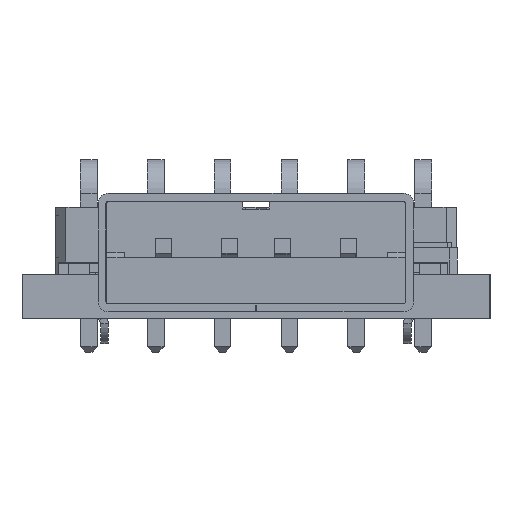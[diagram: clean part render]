
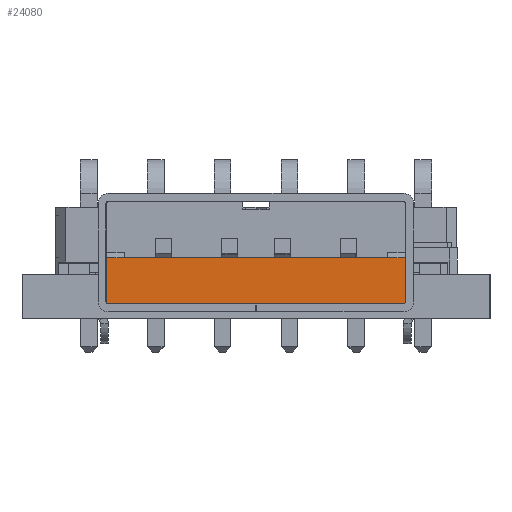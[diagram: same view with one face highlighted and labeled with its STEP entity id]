
A CAD part, left-side view. The second image highlights one B-rep face of the part: STEP entity #24080.
In plain terms, the highlighted planar face has unit normal (-1, 0, 0).
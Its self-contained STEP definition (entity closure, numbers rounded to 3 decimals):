
#560=PLANE('',#25474);
#1463=FACE_OUTER_BOUND('',#2555,.T.);
#2555=EDGE_LOOP('',(#17985,#17986,#17987,#17988,#17989,#17990,#17991,#17992));
#4006=LINE('',#34469,#7125);
#4145=LINE('',#34745,#7264);
#4154=LINE('',#34763,#7273);
#4156=LINE('',#34768,#7275);
#4157=LINE('',#34771,#7276);
#4158=LINE('',#34773,#7277);
#7125=VECTOR('',#27942,1000.);
#7264=VECTOR('',#28135,1000.);
#7273=VECTOR('',#28150,1000.);
#7275=VECTOR('',#28154,1000.);
#7276=VECTOR('',#28157,1000.);
#7277=VECTOR('',#28158,1000.);
#9726=CIRCLE('',#25475,0.075);
#9727=CIRCLE('',#25476,0.075);
#10618=VERTEX_POINT('',#34466);
#10619=VERTEX_POINT('',#34468);
#10729=VERTEX_POINT('',#34744);
#10735=VERTEX_POINT('',#34762);
#10736=VERTEX_POINT('',#34766);
#10737=VERTEX_POINT('',#34767);
#10738=VERTEX_POINT('',#34769);
#10739=VERTEX_POINT('',#34772);
#13596=EDGE_CURVE('',#10619,#10618,#4006,.T.);
#13735=EDGE_CURVE('',#10729,#10619,#4145,.T.);
#13744=EDGE_CURVE('',#10735,#10729,#4154,.T.);
#13746=EDGE_CURVE('',#10736,#10737,#4156,.T.);
#13747=EDGE_CURVE('',#10736,#10738,#9726,.T.);
#13748=EDGE_CURVE('',#10735,#10738,#4157,.T.);
#13749=EDGE_CURVE('',#10739,#10618,#4158,.T.);
#13750=EDGE_CURVE('',#10739,#10737,#9727,.T.);
#17985=ORIENTED_EDGE('',*,*,#13746,.F.);
#17986=ORIENTED_EDGE('',*,*,#13747,.T.);
#17987=ORIENTED_EDGE('',*,*,#13748,.F.);
#17988=ORIENTED_EDGE('',*,*,#13744,.T.);
#17989=ORIENTED_EDGE('',*,*,#13735,.T.);
#17990=ORIENTED_EDGE('',*,*,#13596,.T.);
#17991=ORIENTED_EDGE('',*,*,#13749,.F.);
#17992=ORIENTED_EDGE('',*,*,#13750,.T.);
#24080=ADVANCED_FACE('',(#1463),#560,.T.);
#25474=AXIS2_PLACEMENT_3D('',#34765,#28152,#28153);
#25475=AXIS2_PLACEMENT_3D('',#34770,#28155,#28156);
#25476=AXIS2_PLACEMENT_3D('',#34774,#28159,#28160);
#27942=DIRECTION('',(0.,1.,0.));
#28135=DIRECTION('',(0.,1.,0.));
#28150=DIRECTION('',(0.,1.,0.));
#28152=DIRECTION('center_axis',(-1.,0.,0.));
#28153=DIRECTION('ref_axis',(0.,-1.,0.));
#28154=DIRECTION('',(0.,1.,0.));
#28155=DIRECTION('center_axis',(-1.,0.,0.));
#28156=DIRECTION('ref_axis',(0.,1.,0.));
#28157=DIRECTION('',(0.,0.,-1.));
#28158=DIRECTION('',(0.,0.,1.));
#28159=DIRECTION('center_axis',(-1.,0.,0.));
#28160=DIRECTION('ref_axis',(0.,1.,0.));
#34466=CARTESIAN_POINT('',(55.994,94.577,0.62));
#34468=CARTESIAN_POINT('',(55.994,93.902,0.62));
#34469=CARTESIAN_POINT('',(55.994,94.502,0.62));
#34744=CARTESIAN_POINT('',(55.994,83.902,0.62));
#34745=CARTESIAN_POINT('',(55.994,94.502,0.62));
#34762=CARTESIAN_POINT('',(55.994,83.227,0.62));
#34763=CARTESIAN_POINT('',(55.994,94.502,0.62));
#34765=CARTESIAN_POINT('Origin',(55.994,94.502,-1.045));
#34766=CARTESIAN_POINT('',(55.994,83.302,-1.12));
#34767=CARTESIAN_POINT('',(55.994,94.502,-1.12));
#34768=CARTESIAN_POINT('',(55.994,83.302,-1.12));
#34769=CARTESIAN_POINT('',(55.994,83.227,-1.045));
#34770=CARTESIAN_POINT('Origin',(55.994,83.302,-1.045));
#34771=CARTESIAN_POINT('',(55.994,83.227,2.685));
#34772=CARTESIAN_POINT('',(55.994,94.577,-1.045));
#34773=CARTESIAN_POINT('',(55.994,94.577,-1.045));
#34774=CARTESIAN_POINT('Origin',(55.994,94.502,-1.045));
